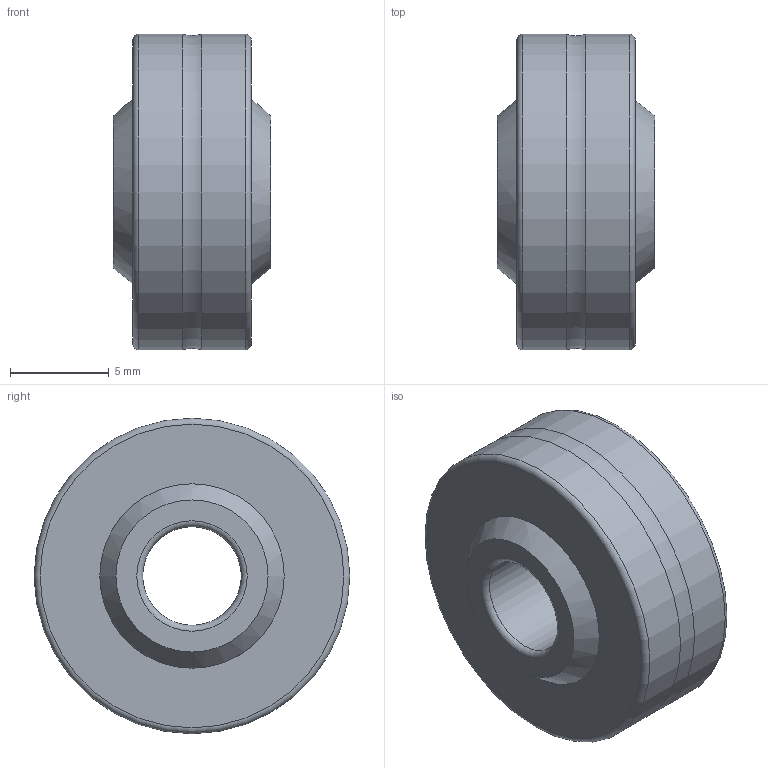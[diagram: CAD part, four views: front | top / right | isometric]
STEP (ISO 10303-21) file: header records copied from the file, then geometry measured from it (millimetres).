
FILE_DESCRIPTION( ( 'STEP AP203' ), '1' );
FILE_NAME( 'PB5.stp', '2021-08-19T11:00:00', ( 'License CC BY-ND 4.0' ), ( 'CADENAS' ), ' ', 'PARTsolutions', ' ' );
FILE_SCHEMA( ( 'CONFIG_CONTROL_DESIGN' ) );
Length unit declared in the file: millimetre
Products named in the file (4): PB5; _PB 5Dummy; _PB 5Outer ring; _PB 5Spherical inner ring
Assembly tree (3 placements, depth 2):
  PB5
    _PB 5Dummy
    _PB 5Outer ring
    _PB 5Spherical inner ring
Bounding box: 8 x 16 x 16 mm (x, y, z)
Volume: 1159.2 mm3; surface area: 1224.2 mm2
Topology: 2 solids, 2 shells, 15 faces, 30 edges, 19 vertices
Faces by surface type: torus 5, plane 4, cylinder 4, sphere 2
Full cylindrical faces by diameter (mm): 1 x1, 5 x1, 16 x2
Entity records: 481 total; most frequent: CARTESIAN_POINT 70, DIRECTION 68, AXIS2_PLACEMENT_3D 34, ORIENTED_EDGE 34, EDGE_LOOP 30, FACE_OUTER_BOUND 25, CC_DESIGN_PERSON_AND_ORGANIZATION_ASSIGNMENT 17, EDGE_CURVE 17
